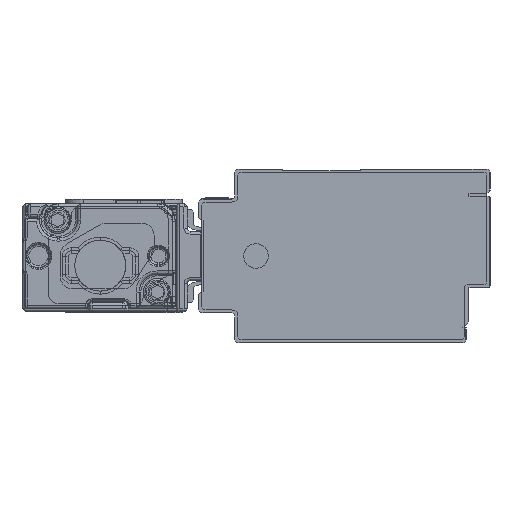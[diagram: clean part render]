
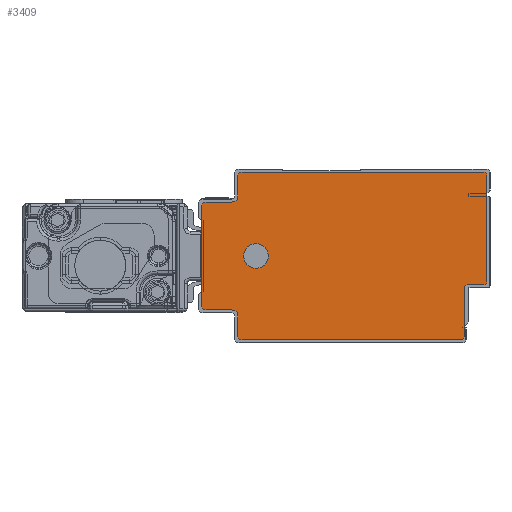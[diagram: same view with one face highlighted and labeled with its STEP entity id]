
A CAD part, left-side view. The second image highlights one B-rep face of the part: STEP entity #3409.
In plain terms, the highlighted planar face has unit normal (-1, 0, 0).
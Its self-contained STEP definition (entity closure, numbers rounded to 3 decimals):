
#1559=AXIS2_PLACEMENT_3D('Circle Axis2P3D',#1557,#1558,$) ;
#1597=AXIS2_PLACEMENT_3D('Circle Axis2P3D',#1595,#1596,$) ;
#1635=AXIS2_PLACEMENT_3D('Circle Axis2P3D',#1633,#1634,$) ;
#1673=AXIS2_PLACEMENT_3D('Circle Axis2P3D',#1671,#1672,$) ;
#3279=AXIS2_PLACEMENT_3D('Circle Axis2P3D',#3277,#3278,$) ;
#3299=AXIS2_PLACEMENT_3D('Plane Axis2P3D',#3296,#3297,#3298) ;
#3303=AXIS2_PLACEMENT_3D('Circle Axis2P3D',#3301,#3302,$) ;
#3317=AXIS2_PLACEMENT_3D('Circle Axis2P3D',#3315,#3316,$) ;
#3331=AXIS2_PLACEMENT_3D('Circle Axis2P3D',#3329,#3330,$) ;
#3345=AXIS2_PLACEMENT_3D('Circle Axis2P3D',#3343,#3344,$) ;
#3359=AXIS2_PLACEMENT_3D('Circle Axis2P3D',#3357,#3358,$) ;
#3393=AXIS2_PLACEMENT_3D('Circle Axis2P3D',#3391,#3392,$) ;
#3402=AXIS2_PLACEMENT_3D('Circle Axis2P3D',#3400,#3401,$) ;
#1515=CARTESIAN_POINT('Line Origine',(-1575.5,-3.5,19.1)) ;
#1519=CARTESIAN_POINT('Vertex',(-1575.5,-3.5,28.)) ;
#1521=CARTESIAN_POINT('Vertex',(-1575.5,-3.5,10.2)) ;
#1557=CARTESIAN_POINT('Axis2P3D Location',(-1575.5,-3.,28.)) ;
#1561=CARTESIAN_POINT('Vertex',(-1575.5,-3.,28.5)) ;
#1576=CARTESIAN_POINT('Line Origine',(-1575.5,17.25,28.5)) ;
#1580=CARTESIAN_POINT('Vertex',(-1575.5,37.5,28.5)) ;
#1595=CARTESIAN_POINT('Axis2P3D Location',(-1575.5,37.5,28.)) ;
#1599=CARTESIAN_POINT('Vertex',(-1575.5,38.,28.)) ;
#1614=CARTESIAN_POINT('Line Origine',(-1575.5,38.,26.25)) ;
#1618=CARTESIAN_POINT('Vertex',(-1575.5,38.,24.5)) ;
#1633=CARTESIAN_POINT('Axis2P3D Location',(-1575.5,39.,24.5)) ;
#1637=CARTESIAN_POINT('Vertex',(-1575.5,39.,23.5)) ;
#1652=CARTESIAN_POINT('Line Origine',(-1575.5,41.25,23.5)) ;
#1656=CARTESIAN_POINT('Vertex',(-1575.5,43.5,23.5)) ;
#1671=CARTESIAN_POINT('Axis2P3D Location',(-1575.5,43.5,23.)) ;
#1675=CARTESIAN_POINT('Vertex',(-1575.5,44.,23.)) ;
#1690=CARTESIAN_POINT('Line Origine',(-1575.5,44.,14.5)) ;
#1694=CARTESIAN_POINT('Vertex',(-1575.5,44.,6.)) ;
#3277=CARTESIAN_POINT('Axis2P3D Location',(-1575.5,-3.,10.2)) ;
#3281=CARTESIAN_POINT('Vertex',(-1575.5,-3.,9.7)) ;
#3296=CARTESIAN_POINT('Axis2P3D Location',(-1575.5,0.,0.)) ;
#3301=CARTESIAN_POINT('Axis2P3D Location',(-1575.5,43.5,6.)) ;
#3305=CARTESIAN_POINT('Vertex',(-1575.5,43.5,5.5)) ;
#3308=CARTESIAN_POINT('Line Origine',(-1575.5,41.25,5.5)) ;
#3312=CARTESIAN_POINT('Vertex',(-1575.5,39.,5.5)) ;
#3315=CARTESIAN_POINT('Axis2P3D Location',(-1575.5,39.,4.5)) ;
#3319=CARTESIAN_POINT('Vertex',(-1575.5,38.,4.5)) ;
#3322=CARTESIAN_POINT('Line Origine',(-1575.5,38.,2.75)) ;
#3326=CARTESIAN_POINT('Vertex',(-1575.5,38.,1.)) ;
#3329=CARTESIAN_POINT('Axis2P3D Location',(-1575.5,37.5,1.)) ;
#3333=CARTESIAN_POINT('Vertex',(-1575.5,37.5,0.5)) ;
#3336=CARTESIAN_POINT('Line Origine',(-1575.5,19.15,0.5)) ;
#3340=CARTESIAN_POINT('Vertex',(-1575.5,0.8,0.5)) ;
#3343=CARTESIAN_POINT('Axis2P3D Location',(-1575.5,0.8,1.)) ;
#3347=CARTESIAN_POINT('Vertex',(-1575.5,0.3,1.)) ;
#3350=CARTESIAN_POINT('Line Origine',(-1575.5,0.3,5.1)) ;
#3354=CARTESIAN_POINT('Vertex',(-1575.5,0.3,9.2)) ;
#3357=CARTESIAN_POINT('Axis2P3D Location',(-1575.5,-0.2,9.2)) ;
#3361=CARTESIAN_POINT('Vertex',(-1575.5,-0.2,9.7)) ;
#3364=CARTESIAN_POINT('Line Origine',(-1575.5,-1.6,9.7)) ;
#3391=CARTESIAN_POINT('Axis2P3D Location',(-1575.5,35.,14.5)) ;
#3395=CARTESIAN_POINT('Vertex',(-1575.5,33.186,13.509)) ;
#3397=CARTESIAN_POINT('Vertex',(-1575.5,36.814,15.491)) ;
#3400=CARTESIAN_POINT('Axis2P3D Location',(-1575.5,35.,14.5)) ;
#1516=DIRECTION('Vector Direction',(0.,0.,-1.)) ;
#1558=DIRECTION('Axis2P3D Direction',(1.,0.,0.)) ;
#1577=DIRECTION('Vector Direction',(0.,1.,0.)) ;
#1596=DIRECTION('Axis2P3D Direction',(1.,0.,0.)) ;
#1615=DIRECTION('Vector Direction',(0.,0.,1.)) ;
#1634=DIRECTION('Axis2P3D Direction',(1.,0.,0.)) ;
#1653=DIRECTION('Vector Direction',(0.,1.,0.)) ;
#1672=DIRECTION('Axis2P3D Direction',(1.,0.,0.)) ;
#1691=DIRECTION('Vector Direction',(0.,0.,1.)) ;
#3278=DIRECTION('Axis2P3D Direction',(1.,0.,0.)) ;
#3297=DIRECTION('Axis2P3D Direction',(1.,0.,0.)) ;
#3298=DIRECTION('Axis2P3D XDirection',(0.,1.,0.)) ;
#3302=DIRECTION('Axis2P3D Direction',(1.,0.,0.)) ;
#3309=DIRECTION('Vector Direction',(0.,-1.,0.)) ;
#3316=DIRECTION('Axis2P3D Direction',(1.,0.,0.)) ;
#3323=DIRECTION('Vector Direction',(0.,0.,1.)) ;
#3330=DIRECTION('Axis2P3D Direction',(1.,0.,0.)) ;
#3337=DIRECTION('Vector Direction',(0.,-1.,0.)) ;
#3344=DIRECTION('Axis2P3D Direction',(1.,0.,0.)) ;
#3351=DIRECTION('Vector Direction',(0.,0.,-1.)) ;
#3358=DIRECTION('Axis2P3D Direction',(1.,0.,0.)) ;
#3365=DIRECTION('Vector Direction',(0.,1.,0.)) ;
#3392=DIRECTION('Axis2P3D Direction',(1.,0.,0.)) ;
#3401=DIRECTION('Axis2P3D Direction',(1.,0.,0.)) ;
#1517=VECTOR('Line Direction',#1516,1.) ;
#1578=VECTOR('Line Direction',#1577,1.) ;
#1616=VECTOR('Line Direction',#1615,1.) ;
#1654=VECTOR('Line Direction',#1653,1.) ;
#1692=VECTOR('Line Direction',#1691,1.) ;
#3310=VECTOR('Line Direction',#3309,1.) ;
#3324=VECTOR('Line Direction',#3323,1.) ;
#3338=VECTOR('Line Direction',#3337,1.) ;
#3352=VECTOR('Line Direction',#3351,1.) ;
#3366=VECTOR('Line Direction',#3365,1.) ;
#3370=ORIENTED_EDGE('',*,*,#1582,.F.) ;
#3371=ORIENTED_EDGE('',*,*,#1601,.F.) ;
#3372=ORIENTED_EDGE('',*,*,#1620,.F.) ;
#3373=ORIENTED_EDGE('',*,*,#1639,.F.) ;
#3374=ORIENTED_EDGE('',*,*,#1658,.F.) ;
#3375=ORIENTED_EDGE('',*,*,#1677,.F.) ;
#3376=ORIENTED_EDGE('',*,*,#1696,.F.) ;
#3377=ORIENTED_EDGE('',*,*,#3307,.F.) ;
#3378=ORIENTED_EDGE('',*,*,#3314,.F.) ;
#3379=ORIENTED_EDGE('',*,*,#3321,.F.) ;
#3380=ORIENTED_EDGE('',*,*,#3328,.F.) ;
#3381=ORIENTED_EDGE('',*,*,#3335,.F.) ;
#3382=ORIENTED_EDGE('',*,*,#3342,.F.) ;
#3383=ORIENTED_EDGE('',*,*,#3349,.F.) ;
#3384=ORIENTED_EDGE('',*,*,#3356,.F.) ;
#3385=ORIENTED_EDGE('',*,*,#3363,.F.) ;
#3386=ORIENTED_EDGE('',*,*,#3368,.F.) ;
#3387=ORIENTED_EDGE('',*,*,#3283,.F.) ;
#3388=ORIENTED_EDGE('',*,*,#1523,.F.) ;
#3389=ORIENTED_EDGE('',*,*,#1563,.F.) ;
#3406=ORIENTED_EDGE('',*,*,#3399,.T.) ;
#3407=ORIENTED_EDGE('',*,*,#3404,.T.) ;
#3408=FACE_BOUND('',#3405,.T.) ;
#3409=ADVANCED_FACE('\X2\FF8EFF9EFF83FF9EFF68FF70\X0\.2',(#3390,#3408),#3300,.F.) ;
#1560=CIRCLE('generated circle',#1559,0.5) ;
#1598=CIRCLE('generated circle',#1597,0.5) ;
#1636=CIRCLE('generated circle',#1635,1.) ;
#1674=CIRCLE('generated circle',#1673,0.5) ;
#3280=CIRCLE('generated circle',#3279,0.5) ;
#3304=CIRCLE('generated circle',#3303,0.5) ;
#3318=CIRCLE('generated circle',#3317,1.) ;
#3332=CIRCLE('generated circle',#3331,0.5) ;
#3346=CIRCLE('generated circle',#3345,0.5) ;
#3360=CIRCLE('generated circle',#3359,0.5) ;
#3394=CIRCLE('generated circle',#3393,2.067) ;
#3403=CIRCLE('generated circle',#3402,2.067) ;
#1523=EDGE_CURVE('',#1520,#1522,#1518,.T.) ;
#1563=EDGE_CURVE('',#1562,#1520,#1560,.T.) ;
#1582=EDGE_CURVE('',#1581,#1562,#1579,.F.) ;
#1601=EDGE_CURVE('',#1600,#1581,#1598,.T.) ;
#1620=EDGE_CURVE('',#1619,#1600,#1617,.T.) ;
#1639=EDGE_CURVE('',#1638,#1619,#1636,.F.) ;
#1658=EDGE_CURVE('',#1657,#1638,#1655,.F.) ;
#1677=EDGE_CURVE('',#1676,#1657,#1674,.T.) ;
#1696=EDGE_CURVE('',#1695,#1676,#1693,.T.) ;
#3283=EDGE_CURVE('',#1522,#3282,#3280,.T.) ;
#3307=EDGE_CURVE('',#3306,#1695,#3304,.T.) ;
#3314=EDGE_CURVE('',#3313,#3306,#3311,.F.) ;
#3321=EDGE_CURVE('',#3320,#3313,#3318,.F.) ;
#3328=EDGE_CURVE('',#3327,#3320,#3325,.T.) ;
#3335=EDGE_CURVE('',#3334,#3327,#3332,.T.) ;
#3342=EDGE_CURVE('',#3341,#3334,#3339,.F.) ;
#3349=EDGE_CURVE('',#3348,#3341,#3346,.T.) ;
#3356=EDGE_CURVE('',#3355,#3348,#3353,.T.) ;
#3363=EDGE_CURVE('',#3362,#3355,#3360,.F.) ;
#3368=EDGE_CURVE('',#3282,#3362,#3367,.T.) ;
#3399=EDGE_CURVE('',#3396,#3398,#3394,.T.) ;
#3404=EDGE_CURVE('',#3398,#3396,#3403,.T.) ;
#3369=EDGE_LOOP('',(#3370,#3371,#3372,#3373,#3374,#3375,#3376,#3377,#3378,#3379,#3380,#3381,#3382,#3383,#3384,#3385,#3386,#3387,#3388,#3389)) ;
#3405=EDGE_LOOP('',(#3406,#3407)) ;
#3390=FACE_OUTER_BOUND('',#3369,.T.) ;
#1518=LINE('Line',#1515,#1517) ;
#1579=LINE('Line',#1576,#1578) ;
#1617=LINE('Line',#1614,#1616) ;
#1655=LINE('Line',#1652,#1654) ;
#1693=LINE('Line',#1690,#1692) ;
#3311=LINE('Line',#3308,#3310) ;
#3325=LINE('Line',#3322,#3324) ;
#3339=LINE('Line',#3336,#3338) ;
#3353=LINE('Line',#3350,#3352) ;
#3367=LINE('Line',#3364,#3366) ;
#3300=PLANE('Plane',#3299) ;
#1520=VERTEX_POINT('',#1519) ;
#1522=VERTEX_POINT('',#1521) ;
#1562=VERTEX_POINT('',#1561) ;
#1581=VERTEX_POINT('',#1580) ;
#1600=VERTEX_POINT('',#1599) ;
#1619=VERTEX_POINT('',#1618) ;
#1638=VERTEX_POINT('',#1637) ;
#1657=VERTEX_POINT('',#1656) ;
#1676=VERTEX_POINT('',#1675) ;
#1695=VERTEX_POINT('',#1694) ;
#3282=VERTEX_POINT('',#3281) ;
#3306=VERTEX_POINT('',#3305) ;
#3313=VERTEX_POINT('',#3312) ;
#3320=VERTEX_POINT('',#3319) ;
#3327=VERTEX_POINT('',#3326) ;
#3334=VERTEX_POINT('',#3333) ;
#3341=VERTEX_POINT('',#3340) ;
#3348=VERTEX_POINT('',#3347) ;
#3355=VERTEX_POINT('',#3354) ;
#3362=VERTEX_POINT('',#3361) ;
#3396=VERTEX_POINT('',#3395) ;
#3398=VERTEX_POINT('',#3397) ;
